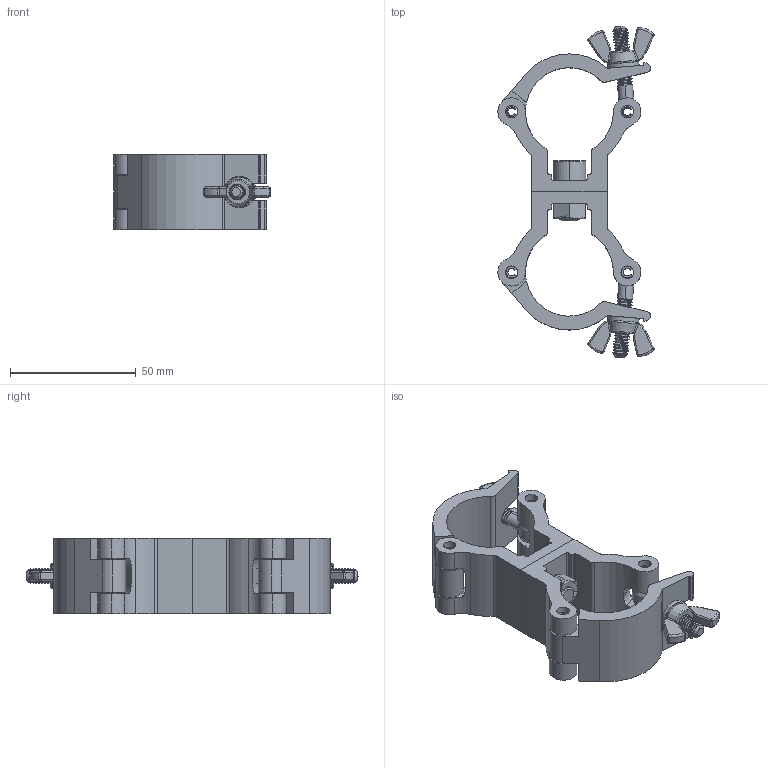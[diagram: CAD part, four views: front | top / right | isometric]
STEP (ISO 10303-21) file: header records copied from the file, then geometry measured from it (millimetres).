
FILE_DESCRIPTION (( 'STEP AP203' ), '1' );
FILE_NAME ('T58905 & T5890501.STEP', '2018-08-13T14:59:08', ( '' ), ( '' ), 'SwSTEP 2.0', 'SolidWorks 2016', '' );
FILE_SCHEMA (( 'CONFIG_CONTROL_DESIGN' ));
Length unit declared in the file: millimetre
Products named in the file (13): TH1819_NO STAMPING; Socket Head Cap Screw_Doughty Fastners_ISO 4762 M8 x 16 --- 16S; Binx Nut_M8 BZP; T78010; TH1821; TH2004; F771; F880_F880 M6 Wing Nut; TH1820; T58905 & T5890501; TH2003; A Washer_Bright washer BS 4320 - M6 (Form A); TH3310
Assembly tree (18 placements, depth 3):
  T58905 & T5890501
    TH1820  x2
      TH2004
    Socket Head Cap Screw_Doughty Fastners_ISO 4762 M8 x 16 --- 16S
    Binx Nut_M8 BZP
    TH3310
    TH1819_NO STAMPING  x2
      TH2003
    F771  x4
    T78010  x2
      TH1821
      F880_F880 M6 Wing Nut
      A Washer_Bright washer BS 4320 - M6 (Form A)
Bounding box: 62.23 x 132.16 x 29.9 mm (x, y, z)
Volume: 59411.1 mm3; surface area: 35733.1 mm2
Topology: 17 solids, 17 shells, 1216 faces, 2758 edges, 1597 vertices
Faces by surface type: cone 372, torus 351, cylinder 235, plane 186, bspline 72
Entity records: 21012 total; most frequent: CARTESIAN_POINT 4402, DIRECTION 3518, ORIENTED_EDGE 2998, AXIS2_PLACEMENT_3D 1511, EDGE_CURVE 1499, VERTEX_POINT 879, CIRCLE 865, EDGE_LOOP 700
